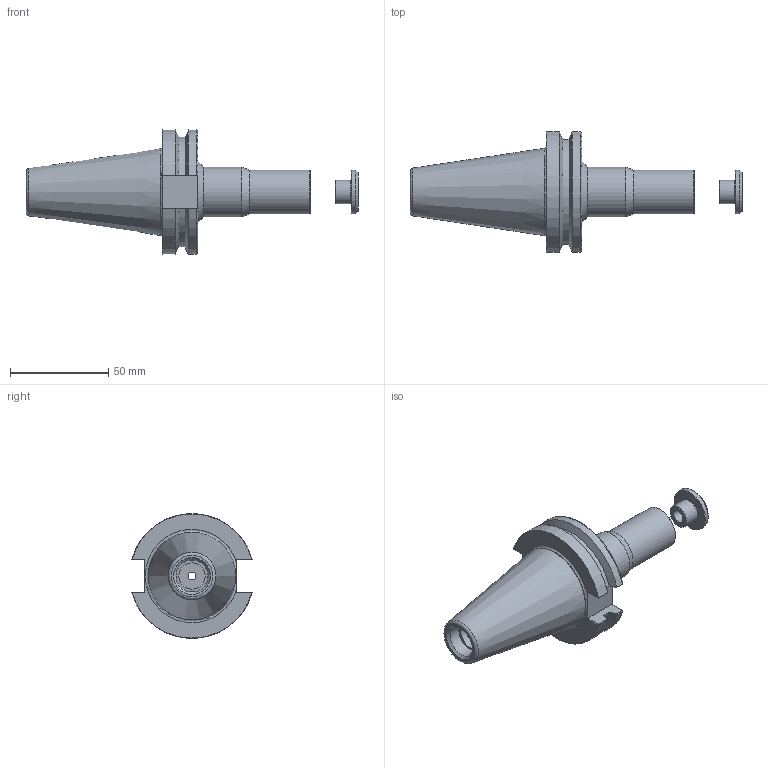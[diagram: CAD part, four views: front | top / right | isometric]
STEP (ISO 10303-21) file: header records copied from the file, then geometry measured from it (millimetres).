
FILE_DESCRIPTION(/* description */ (''),/* implementation_level */ '2;1');
FILE_NAME(/* name */ 'CAT40 SSA12-3.0DT.step',/* time_stamp */ '2025-07-15T09:59:03-05:00',/* author */ (''),/* organization */ (''),/* preprocessor_version */ 'ST-DEVELOPER v20.1',/* originating_system */ 'Autodesk Translation Framework v14.10.0.0',/* authorisation */ '');
FILE_SCHEMA (('AUTOMOTIVE_DESIGN { 1 0 10303 214 3 1 1 }'));
Length unit declared in the file: inch
Products named in the file (3): CAT40 Dual Contact Template; CAT40 Dual Contact 2.69 v1; SSA12mm-Cap v2
Assembly tree (2 placements, depth 2):
  CAT40 Dual Contact Template
    CAT40 Dual Contact 2.69 v1
    SSA12mm-Cap v2
Bounding box: 168.91 x 61.14 x 63.26 mm (x, y, z)
Volume: 127483 mm3; surface area: 26999 mm2
Topology: 2 solids, 2 shells, 112 faces, 281 edges, 178 vertices
Faces by surface type: plane 36, cone 27, cylinder 26, bspline 16, torus 7
Full cylindrical faces by diameter (mm): 1.778 x8, 4.064 x1, 6.604 x1, 11.112 x1, 11.746 x1, 12 x2, 13.386 x1, 16.256 x1, 22.225 x2, 25.4 x1, 44.45 x1
Entity records: 4089 total; most frequent: CARTESIAN_POINT 1317, ORIENTED_EDGE 544, DIRECTION 520, EDGE_CURVE 272, AXIS2_PLACEMENT_3D 192, VERTEX_POINT 178, LINE 136, VECTOR 136
